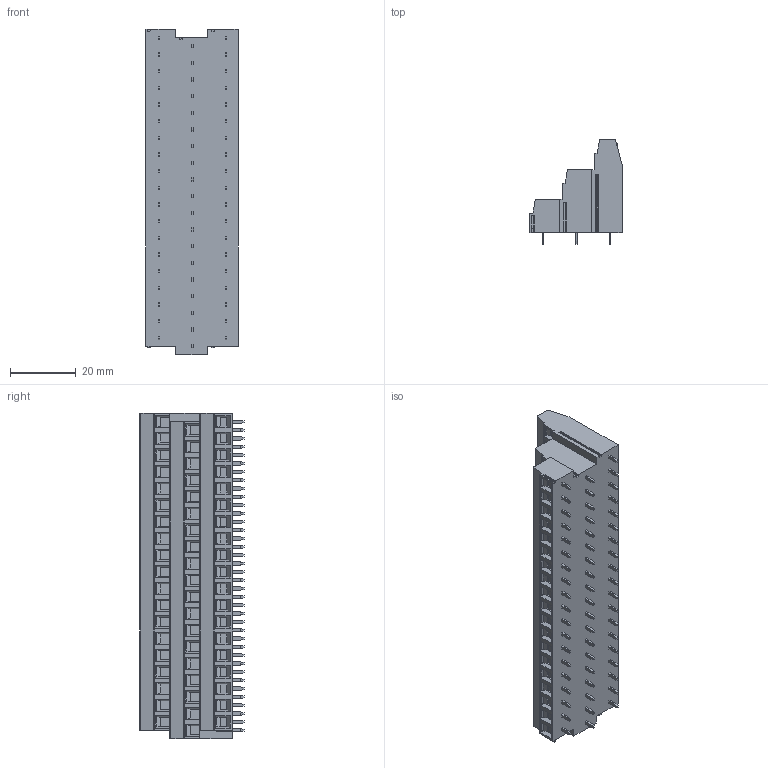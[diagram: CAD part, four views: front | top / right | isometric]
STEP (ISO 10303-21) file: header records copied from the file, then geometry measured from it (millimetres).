
FILE_DESCRIPTION((''),'2;1');
FILE_NAME('TL332VH3-XXP-XS','2025-01-17T',('yanfa'),(''),'PRO/ENGINEER BY PARAMETRIC TECHNOLOGY CORPORATION, 2009280','PRO/ENGINEER BY PARAMETRIC TECHNOLOGY CORPORATION, 2009280','');
FILE_SCHEMA(('AUTOMOTIVE_DESIGN_CC2 { 1 2 10303 214 -1 1 5 2 }'));
Products named in the file (1): TL332VH3-XXP-XS
Bounding box: 28.1 x 31.7 x 99.06 mm (x, y, z)
Volume: 46428.7 mm3; surface area: 14927.8 mm2
Topology: 1 solids, 1 shells, 2412 faces, 6084 edges, 3850 vertices
Faces by surface type: plane 1399, cylinder 604, cone 276, torus 114, sphere 19
Entity records: 72815 total; most frequent: CARTESIAN_POINT 14453, ORIENTED_EDGE 12168, DIRECTION 12031, EDGE_CURVE 6084, VECTOR 4201, LINE 4201, AXIS2_PLACEMENT_3D 3915, VERTEX_POINT 3850
